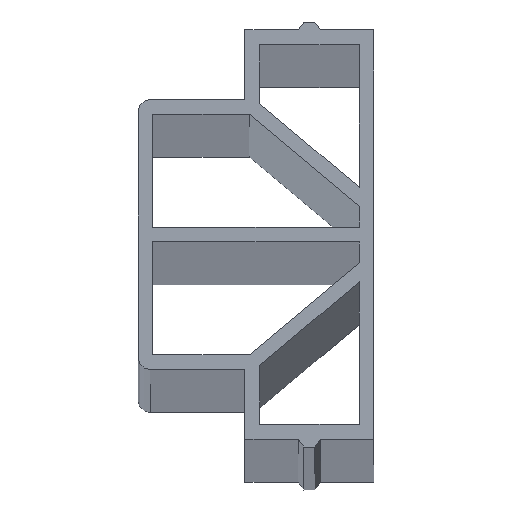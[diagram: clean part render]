
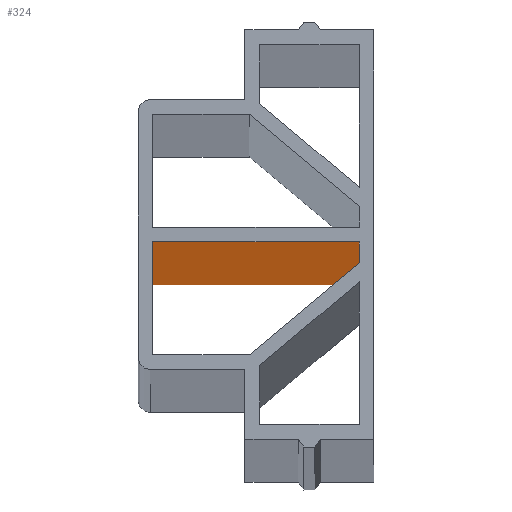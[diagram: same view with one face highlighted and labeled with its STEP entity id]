
A CAD part, top view. The second image highlights one B-rep face of the part: STEP entity #324.
In plain terms, the highlighted planar face has unit normal (0, -1, 0).
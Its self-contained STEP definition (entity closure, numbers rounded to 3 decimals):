
#25 = VERTEX_POINT ( 'NONE', #127 ) ;
#49 = CARTESIAN_POINT ( 'NONE',  ( -1.2, -0.6, 0. ) ) ;
#52 = EDGE_CURVE ( 'NONE', #25, #947, #559, .T. ) ;
#55 = EDGE_LOOP ( 'NONE', ( #189, #311, #475, #1232 ) ) ;
#127 = CARTESIAN_POINT ( 'NONE',  ( -18., -0.6, 2000. ) ) ;
#157 = CARTESIAN_POINT ( 'NONE',  ( -18., -0.6, 0. ) ) ;
#169 = LINE ( 'NONE', #967, #938 ) ;
#189 = ORIENTED_EDGE ( 'NONE', *, *, #1048, .T. ) ;
#225 = CARTESIAN_POINT ( 'NONE',  ( -18., -0.6, 0. ) ) ;
#234 = VECTOR ( 'NONE', #465, 1000. ) ;
#251 = VECTOR ( 'NONE', #448, 1000. ) ;
#277 = EDGE_CURVE ( 'NONE', #491, #989, #369, .T. ) ;
#295 = CARTESIAN_POINT ( 'NONE',  ( -1.2, -0.6, 0. ) ) ;
#311 = ORIENTED_EDGE ( 'NONE', *, *, #277, .T. ) ;
#324 = ADVANCED_FACE ( 'NONE', ( #1154 ), #972, .T. ) ;
#369 = LINE ( 'NONE', #49, #234 ) ;
#413 = VECTOR ( 'NONE', #833, 1000. ) ;
#437 = AXIS2_PLACEMENT_3D ( 'NONE', #1062, #679, #968 ) ;
#448 = DIRECTION ( 'NONE',  ( 1., 0., 0. ) ) ;
#465 = DIRECTION ( 'NONE',  ( 0., 0., 1. ) ) ;
#471 = CARTESIAN_POINT ( 'NONE',  ( -1.2, -0.6, 2000. ) ) ;
#475 = ORIENTED_EDGE ( 'NONE', *, *, #1245, .F. ) ;
#491 = VERTEX_POINT ( 'NONE', #295 ) ;
#521 = LINE ( 'NONE', #930, #251 ) ;
#559 = LINE ( 'NONE', #225, #413 ) ;
#679 = DIRECTION ( 'NONE',  ( 0., -1., 0. ) ) ;
#696 = DIRECTION ( 'NONE',  ( 1., 0., 0. ) ) ;
#833 = DIRECTION ( 'NONE',  ( 0., 0., -1. ) ) ;
#930 = CARTESIAN_POINT ( 'NONE',  ( -8.237, -0.6, 2000. ) ) ;
#938 = VECTOR ( 'NONE', #696, 1000. ) ;
#947 = VERTEX_POINT ( 'NONE', #157 ) ;
#967 = CARTESIAN_POINT ( 'NONE',  ( -8.237, -0.6, 0. ) ) ;
#968 = DIRECTION ( 'NONE',  ( 0., 0., -1. ) ) ;
#972 = PLANE ( 'NONE',  #437 ) ;
#989 = VERTEX_POINT ( 'NONE', #471 ) ;
#1048 = EDGE_CURVE ( 'NONE', #947, #491, #169, .T. ) ;
#1062 = CARTESIAN_POINT ( 'NONE',  ( -9.6, -0.6, 0. ) ) ;
#1154 = FACE_OUTER_BOUND ( 'NONE', #55, .T. ) ;
#1232 = ORIENTED_EDGE ( 'NONE', *, *, #52, .T. ) ;
#1245 = EDGE_CURVE ( 'NONE', #25, #989, #521, .T. ) ;
